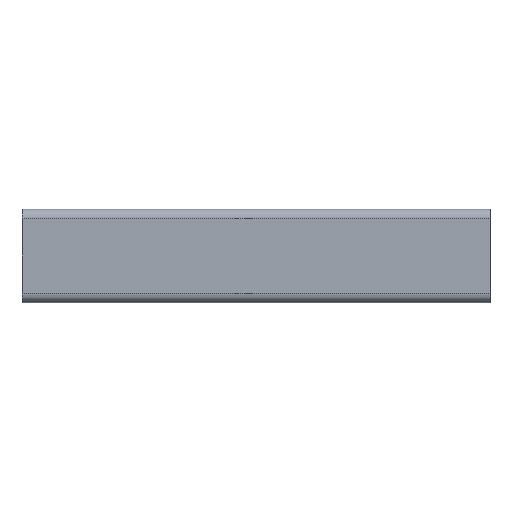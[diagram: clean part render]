
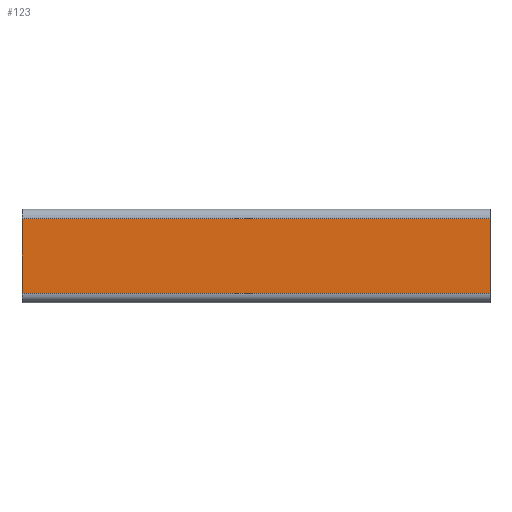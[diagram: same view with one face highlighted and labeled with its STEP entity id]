
A CAD part, left-side view. The second image highlights one B-rep face of the part: STEP entity #123.
In plain terms, the highlighted planar face has unit normal (-1, 0, 0).
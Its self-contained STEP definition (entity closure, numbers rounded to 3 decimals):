
#123 = ADVANCED_FACE( '', ( #302 ), #303, .T. );
#302 = FACE_OUTER_BOUND( '', #543, .T. );
#303 = PLANE( '', #544 );
#543 = EDGE_LOOP( '', ( #838, #839, #840, #841 ) );
#544 = AXIS2_PLACEMENT_3D( '', #842, #843, #844 );
#838 = ORIENTED_EDGE( '', *, *, #1537, .F. );
#839 = ORIENTED_EDGE( '', *, *, #1538, .F. );
#840 = ORIENTED_EDGE( '', *, *, #1539, .T. );
#841 = ORIENTED_EDGE( '', *, *, #1540, .T. );
#842 = CARTESIAN_POINT( '', ( -10., 100., 8. ) );
#843 = DIRECTION( '', ( -1., 0., 0. ) );
#844 = DIRECTION( '', ( 0., 0., 1. ) );
#1537 = EDGE_CURVE( '', #1876, #1877, #1878, .T. );
#1538 = EDGE_CURVE( '', #1879, #1876, #1880, .T. );
#1539 = EDGE_CURVE( '', #1879, #1881, #1882, .T. );
#1540 = EDGE_CURVE( '', #1881, #1877, #1883, .T. );
#1876 = VERTEX_POINT( '', #2350 );
#1877 = VERTEX_POINT( '', #2351 );
#1878 = LINE( '', #2352, #2353 );
#1879 = VERTEX_POINT( '', #2354 );
#1880 = LINE( '', #2355, #2356 );
#1881 = VERTEX_POINT( '', #2357 );
#1882 = LINE( '', #2358, #2359 );
#1883 = LINE( '', #2360, #2361 );
#2350 = CARTESIAN_POINT( '', ( -10., 0., 8. ) );
#2351 = CARTESIAN_POINT( '', ( -10., 0., -8. ) );
#2352 = CARTESIAN_POINT( '', ( -10., 0., 8. ) );
#2353 = VECTOR( '', #2863, 1000. );
#2354 = CARTESIAN_POINT( '', ( -10., 100., 8. ) );
#2355 = CARTESIAN_POINT( '', ( -10., 100., 8. ) );
#2356 = VECTOR( '', #2864, 1000. );
#2357 = CARTESIAN_POINT( '', ( -10., 100., -8. ) );
#2358 = CARTESIAN_POINT( '', ( -10., 100., 8. ) );
#2359 = VECTOR( '', #2865, 1000. );
#2360 = CARTESIAN_POINT( '', ( -10., 100., -8. ) );
#2361 = VECTOR( '', #2866, 1000. );
#2863 = DIRECTION( '', ( 0., 0., -1. ) );
#2864 = DIRECTION( '', ( 0., -1., 0. ) );
#2865 = DIRECTION( '', ( 0., 0., -1. ) );
#2866 = DIRECTION( '', ( 0., -1., 0. ) );
